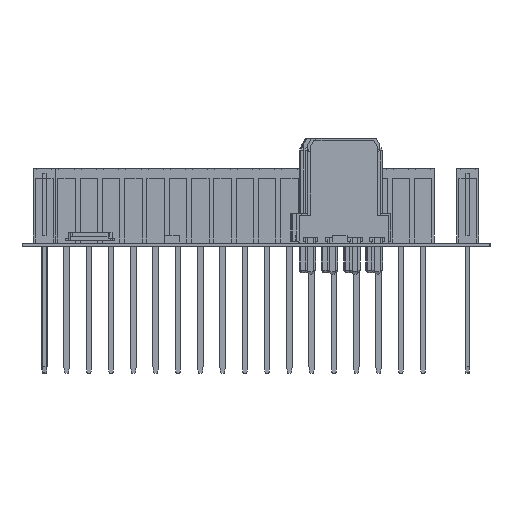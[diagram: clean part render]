
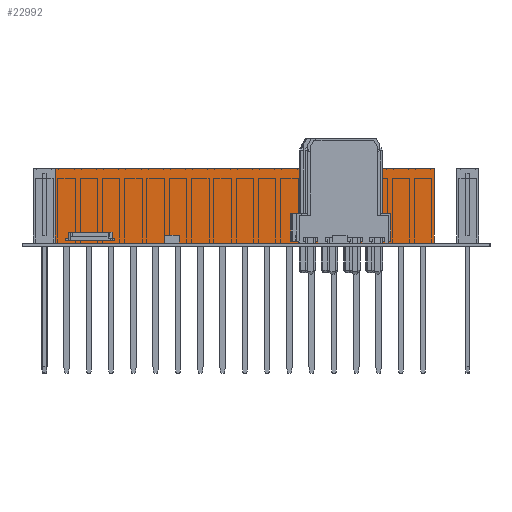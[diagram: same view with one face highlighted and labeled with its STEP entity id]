
A CAD part, left-side view. The second image highlights one B-rep face of the part: STEP entity #22992.
In plain terms, the highlighted face is planar.
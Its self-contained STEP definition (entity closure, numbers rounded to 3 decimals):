
#10423 = VERTEX_POINT('',#10424);
#10424 = CARTESIAN_POINT('',(-1.27,-1.27,8.5));
#10430 = EDGE_CURVE('',#10423,#10431,#10433,.T.);
#10431 = VERTEX_POINT('',#10432);
#10432 = CARTESIAN_POINT('',(44.45,-1.27,8.5));
#10433 = LINE('',#10434,#10435);
#10434 = CARTESIAN_POINT('',(-1.27,-1.27,8.5));
#10435 = VECTOR('',#10436,1.);
#10436 = DIRECTION('',(1.,0.,0.));
#17271 = VERTEX_POINT('',#17272);
#17272 = CARTESIAN_POINT('',(44.45,-1.27,0.));
#17280 = EDGE_CURVE('',#10431,#17271,#17281,.T.);
#17281 = LINE('',#17282,#17283);
#17282 = CARTESIAN_POINT('',(44.45,-1.27,8.5));
#17283 = VECTOR('',#17284,1.);
#17284 = DIRECTION('',(0.,0.,-1.));
#22973 = VERTEX_POINT('',#22974);
#22974 = CARTESIAN_POINT('',(-1.27,-1.27,0.));
#22980 = EDGE_CURVE('',#10423,#22973,#22981,.T.);
#22981 = LINE('',#22982,#22983);
#22982 = CARTESIAN_POINT('',(-1.27,-1.27,8.5));
#22983 = VECTOR('',#22984,1.);
#22984 = DIRECTION('',(0.,0.,-1.));
#22992 = ADVANCED_FACE('',(#22993),#23004,.T.);
#22993 = FACE_BOUND('',#22994,.T.);
#22994 = EDGE_LOOP('',(#22995,#23001,#23002,#23003));
#22995 = ORIENTED_EDGE('',*,*,#22996,.F.);
#22996 = EDGE_CURVE('',#17271,#22973,#22997,.T.);
#22997 = LINE('',#22998,#22999);
#22998 = CARTESIAN_POINT('',(0.,-1.27,0.));
#22999 = VECTOR('',#23000,1.);
#23000 = DIRECTION('',(-1.,0.,0.));
#23001 = ORIENTED_EDGE('',*,*,#17280,.F.);
#23002 = ORIENTED_EDGE('',*,*,#10430,.F.);
#23003 = ORIENTED_EDGE('',*,*,#22980,.T.);
#23004 = PLANE('',#23005);
#23005 = AXIS2_PLACEMENT_3D('',#23006,#23007,#23008);
#23006 = CARTESIAN_POINT('',(0.,-1.27,8.5));
#23007 = DIRECTION('',(0.,-1.,0.));
#23008 = DIRECTION('',(0.,0.,-1.));
